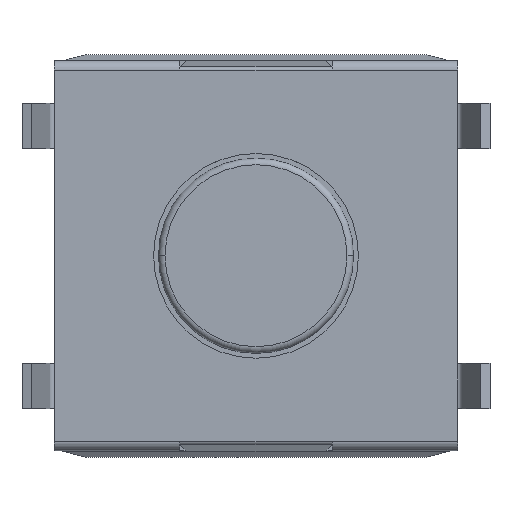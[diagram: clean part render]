
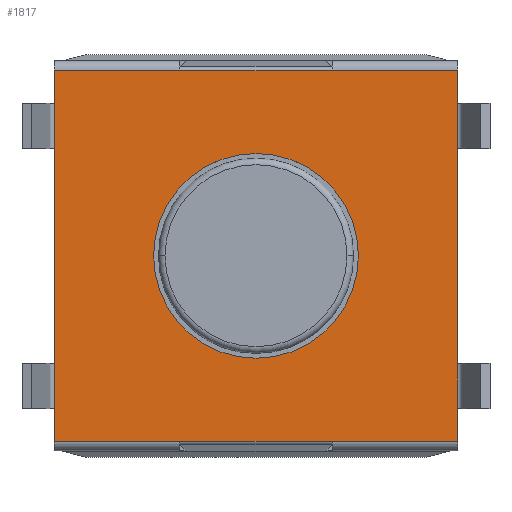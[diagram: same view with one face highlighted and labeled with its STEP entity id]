
A CAD part, top view. The second image highlights one B-rep face of the part: STEP entity #1817.
In plain terms, the highlighted planar face has unit normal (0, 0, 1).
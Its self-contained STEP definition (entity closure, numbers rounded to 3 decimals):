
#1074 = VERTEX_POINT('',#1075);
#1075 = CARTESIAN_POINT('',(3.1,-2.85,2.));
#1082 = EDGE_CURVE('',#1074,#1083,#1085,.T.);
#1083 = VERTEX_POINT('',#1084);
#1084 = CARTESIAN_POINT('',(3.1,2.85,2.));
#1085 = LINE('',#1086,#1087);
#1086 = CARTESIAN_POINT('',(3.1,-2.85,2.));
#1087 = VECTOR('',#1088,1.);
#1088 = DIRECTION('',(0.,1.,0.));
#1193 = EDGE_CURVE('',#1194,#1196,#1198,.T.);
#1194 = VERTEX_POINT('',#1195);
#1195 = CARTESIAN_POINT('',(-3.1,-2.85,2.));
#1196 = VERTEX_POINT('',#1197);
#1197 = CARTESIAN_POINT('',(-3.1,2.85,2.));
#1198 = LINE('',#1199,#1200);
#1199 = CARTESIAN_POINT('',(-3.1,-2.85,2.));
#1200 = VECTOR('',#1201,1.);
#1201 = DIRECTION('',(0.,1.,0.));
#1337 = EDGE_CURVE('',#1338,#1340,#1342,.T.);
#1338 = VERTEX_POINT('',#1339);
#1339 = CARTESIAN_POINT('',(-1.575,0.,2.));
#1340 = VERTEX_POINT('',#1341);
#1341 = CARTESIAN_POINT('',(1.575,0.,2.));
#1342 = CIRCLE('',#1343,1.575);
#1343 = AXIS2_PLACEMENT_3D('',#1344,#1345,#1346);
#1344 = CARTESIAN_POINT('',(0.,0.,2.));
#1345 = DIRECTION('',(0.,0.,-1.));
#1346 = DIRECTION('',(-1.,0.,0.));
#1371 = EDGE_CURVE('',#1340,#1338,#1372,.T.);
#1372 = CIRCLE('',#1373,1.575);
#1373 = AXIS2_PLACEMENT_3D('',#1374,#1375,#1376);
#1374 = CARTESIAN_POINT('',(0.,0.,2.));
#1375 = DIRECTION('',(0.,0.,-1.));
#1376 = DIRECTION('',(-1.,0.,0.));
#1767 = EDGE_CURVE('',#1768,#1074,#1770,.T.);
#1768 = VERTEX_POINT('',#1769);
#1769 = CARTESIAN_POINT('',(1.175,-2.85,2.));
#1770 = LINE('',#1771,#1772);
#1771 = CARTESIAN_POINT('',(1.175,-2.85,2.));
#1772 = VECTOR('',#1773,1.);
#1773 = DIRECTION('',(1.,0.,0.));
#1817 = ADVANCED_FACE('',(#1818,#1859),#1863,.F.);
#1818 = FACE_BOUND('',#1819,.T.);
#1819 = EDGE_LOOP('',(#1820,#1821,#1829,#1837,#1843,#1844,#1852,#1858));
#1820 = ORIENTED_EDGE('',*,*,#1082,.T.);
#1821 = ORIENTED_EDGE('',*,*,#1822,.T.);
#1822 = EDGE_CURVE('',#1083,#1823,#1825,.T.);
#1823 = VERTEX_POINT('',#1824);
#1824 = CARTESIAN_POINT('',(1.175,2.85,2.));
#1825 = LINE('',#1826,#1827);
#1826 = CARTESIAN_POINT('',(3.1,2.85,2.));
#1827 = VECTOR('',#1828,1.);
#1828 = DIRECTION('',(-1.,0.,0.));
#1829 = ORIENTED_EDGE('',*,*,#1830,.T.);
#1830 = EDGE_CURVE('',#1823,#1831,#1833,.T.);
#1831 = VERTEX_POINT('',#1832);
#1832 = CARTESIAN_POINT('',(-1.175,2.85,2.));
#1833 = LINE('',#1834,#1835);
#1834 = CARTESIAN_POINT('',(-3.1,2.85,2.));
#1835 = VECTOR('',#1836,1.);
#1836 = DIRECTION('',(-1.,0.,0.));
#1837 = ORIENTED_EDGE('',*,*,#1838,.T.);
#1838 = EDGE_CURVE('',#1831,#1196,#1839,.T.);
#1839 = LINE('',#1840,#1841);
#1840 = CARTESIAN_POINT('',(-3.1,2.85,2.));
#1841 = VECTOR('',#1842,1.);
#1842 = DIRECTION('',(-1.,0.,0.));
#1843 = ORIENTED_EDGE('',*,*,#1193,.F.);
#1844 = ORIENTED_EDGE('',*,*,#1845,.T.);
#1845 = EDGE_CURVE('',#1194,#1846,#1848,.T.);
#1846 = VERTEX_POINT('',#1847);
#1847 = CARTESIAN_POINT('',(-1.175,-2.85,2.));
#1848 = LINE('',#1849,#1850);
#1849 = CARTESIAN_POINT('',(-3.1,-2.85,2.));
#1850 = VECTOR('',#1851,1.);
#1851 = DIRECTION('',(1.,0.,0.));
#1852 = ORIENTED_EDGE('',*,*,#1853,.T.);
#1853 = EDGE_CURVE('',#1846,#1768,#1854,.T.);
#1854 = LINE('',#1855,#1856);
#1855 = CARTESIAN_POINT('',(-3.1,-2.85,2.));
#1856 = VECTOR('',#1857,1.);
#1857 = DIRECTION('',(1.,0.,0.));
#1858 = ORIENTED_EDGE('',*,*,#1767,.T.);
#1859 = FACE_BOUND('',#1860,.T.);
#1860 = EDGE_LOOP('',(#1861,#1862));
#1861 = ORIENTED_EDGE('',*,*,#1337,.T.);
#1862 = ORIENTED_EDGE('',*,*,#1371,.T.);
#1863 = PLANE('',#1864);
#1864 = AXIS2_PLACEMENT_3D('',#1865,#1866,#1867);
#1865 = CARTESIAN_POINT('',(-3.1,-2.85,2.));
#1866 = DIRECTION('',(0.,0.,-1.));
#1867 = DIRECTION('',(0.,-1.,0.));
